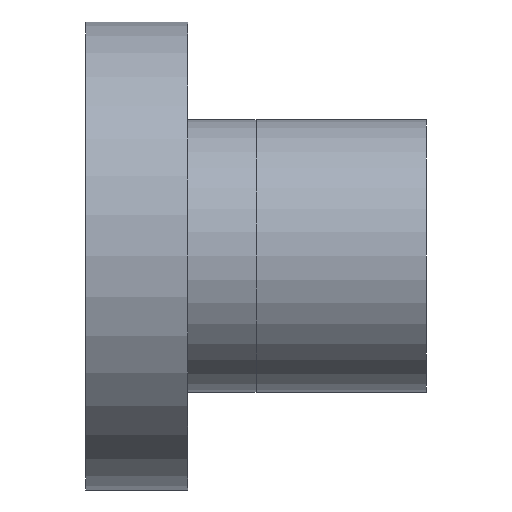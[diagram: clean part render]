
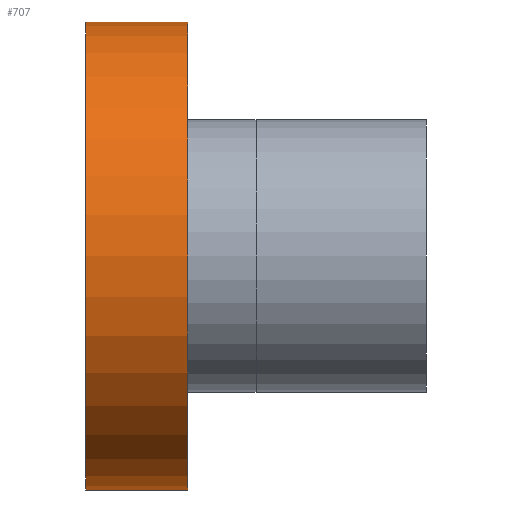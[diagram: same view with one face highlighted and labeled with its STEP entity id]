
A CAD part, front view. The second image highlights one B-rep face of the part: STEP entity #707.
In plain terms, the highlighted cylindrical face has radius 27.5 mm (diameter 55 mm), a partial arc.
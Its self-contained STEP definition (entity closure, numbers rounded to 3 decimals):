
#11 = LINE ( 'NONE', #15, #28 ) ;
#15 = CARTESIAN_POINT ( 'NONE',  ( -151.697, 0., -27.5 ) ) ;
#28 = VECTOR ( 'NONE', #449, 1000. ) ;
#81 = FACE_OUTER_BOUND ( 'NONE', #357, .T. ) ;
#95 = LINE ( 'NONE', #793, #620 ) ;
#200 = CARTESIAN_POINT ( 'NONE',  ( -4.212, 0., -27.5 ) ) ;
#207 = DIRECTION ( 'NONE',  ( 0., 0., 1. ) ) ;
#219 = ORIENTED_EDGE ( 'NONE', *, *, #722, .T. ) ;
#226 = DIRECTION ( 'NONE',  ( -1., 0., 0. ) ) ;
#254 = CIRCLE ( 'NONE', #495, 27.5 ) ;
#269 = DIRECTION ( 'NONE',  ( -1., 0., 0. ) ) ;
#283 = DIRECTION ( 'NONE',  ( 0., 0., 1. ) ) ;
#330 = AXIS2_PLACEMENT_3D ( 'NONE', #487, #483, #283 ) ;
#331 = CARTESIAN_POINT ( 'NONE',  ( -4.212, 0., 0. ) ) ;
#357 = EDGE_LOOP ( 'NONE', ( #664, #219, #715, #380 ) ) ;
#380 = ORIENTED_EDGE ( 'NONE', *, *, #772, .F. ) ;
#389 = CARTESIAN_POINT ( 'NONE',  ( -151.697, 0., 0. ) ) ;
#423 = AXIS2_PLACEMENT_3D ( 'NONE', #389, #654, #646 ) ;
#424 = VERTEX_POINT ( 'NONE', #687 ) ;
#429 = CARTESIAN_POINT ( 'NONE',  ( -16.212, 0., 27.5 ) ) ;
#449 = DIRECTION ( 'NONE',  ( -1., 0., 0. ) ) ;
#450 = VERTEX_POINT ( 'NONE', #429 ) ;
#478 = CARTESIAN_POINT ( 'NONE',  ( -16.212, 0., -27.5 ) ) ;
#483 = DIRECTION ( 'NONE',  ( -1., 0., 0. ) ) ;
#487 = CARTESIAN_POINT ( 'NONE',  ( -16.212, 0., 0. ) ) ;
#495 = AXIS2_PLACEMENT_3D ( 'NONE', #331, #269, #207 ) ;
#501 = EDGE_CURVE ( 'NONE', #617, #627, #11, .T. ) ;
#519 = CIRCLE ( 'NONE', #330, 27.5 ) ;
#617 = VERTEX_POINT ( 'NONE', #200 ) ;
#620 = VECTOR ( 'NONE', #226, 1000. ) ;
#627 = VERTEX_POINT ( 'NONE', #478 ) ;
#646 = DIRECTION ( 'NONE',  ( 0., 0., 1. ) ) ;
#654 = DIRECTION ( 'NONE',  ( -1., 0., 0. ) ) ;
#664 = ORIENTED_EDGE ( 'NONE', *, *, #501, .F. ) ;
#687 = CARTESIAN_POINT ( 'NONE',  ( -4.212, 0., 27.5 ) ) ;
#707 = ADVANCED_FACE ( 'NONE', ( #81 ), #713, .T. ) ;
#713 = CYLINDRICAL_SURFACE ( 'NONE', #423, 27.5 ) ;
#715 = ORIENTED_EDGE ( 'NONE', *, *, #813, .T. ) ;
#722 = EDGE_CURVE ( 'NONE', #617, #424, #254, .T. ) ;
#772 = EDGE_CURVE ( 'NONE', #627, #450, #519, .T. ) ;
#793 = CARTESIAN_POINT ( 'NONE',  ( -151.697, 0., 27.5 ) ) ;
#813 = EDGE_CURVE ( 'NONE', #424, #450, #95, .T. ) ;
